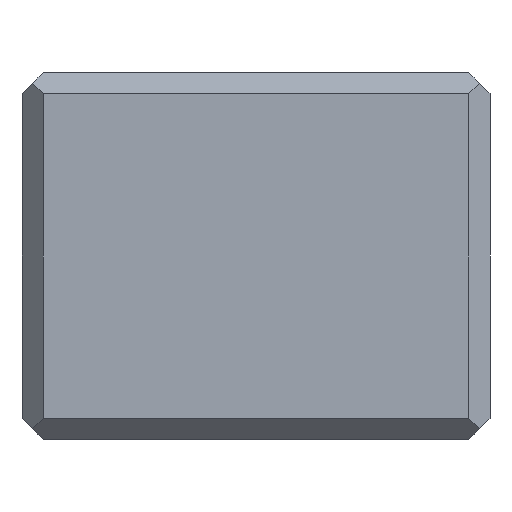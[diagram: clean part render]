
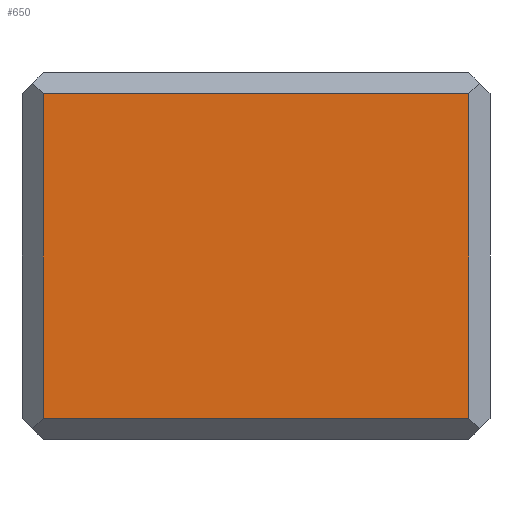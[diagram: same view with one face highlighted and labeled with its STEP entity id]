
A CAD part, front view. The second image highlights one B-rep face of the part: STEP entity #650.
In plain terms, the highlighted planar face has unit normal (0, -1, 0).
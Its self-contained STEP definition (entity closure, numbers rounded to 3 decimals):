
#79=LINE('',#1029,#156);
#89=LINE('',#1050,#166);
#96=LINE('',#1063,#173);
#98=LINE('',#1066,#175);
#156=VECTOR('',#841,10.);
#166=VECTOR('',#861,10.);
#173=VECTOR('',#874,10.);
#175=VECTOR('',#878,10.);
#209=FACE_OUTER_BOUND('',#245,.T.);
#245=EDGE_LOOP('',(#582,#583,#584,#585));
#309=VERTEX_POINT('',#1026);
#310=VERTEX_POINT('',#1028);
#315=VERTEX_POINT('',#1047);
#316=VERTEX_POINT('',#1049);
#389=EDGE_CURVE('',#309,#310,#79,.T.);
#399=EDGE_CURVE('',#315,#316,#89,.T.);
#406=EDGE_CURVE('',#316,#309,#96,.T.);
#408=EDGE_CURVE('',#310,#315,#98,.T.);
#582=ORIENTED_EDGE('',*,*,#408,.F.);
#583=ORIENTED_EDGE('',*,*,#389,.F.);
#584=ORIENTED_EDGE('',*,*,#406,.F.);
#585=ORIENTED_EDGE('',*,*,#399,.F.);
#616=PLANE('',#711);
#650=ADVANCED_FACE('',(#209),#616,.T.);
#711=AXIS2_PLACEMENT_3D('',#1069,#882,#883);
#841=DIRECTION('',(0.,0.,-1.));
#861=DIRECTION('',(0.,0.,1.));
#874=DIRECTION('',(1.,0.,0.));
#878=DIRECTION('',(-1.,0.,0.));
#882=DIRECTION('center_axis',(0.,-1.,0.));
#883=DIRECTION('ref_axis',(0.,0.,-1.));
#1026=CARTESIAN_POINT('',(-17.15,-78.,-5.9));
#1028=CARTESIAN_POINT('',(-17.15,-78.,-21.1));
#1029=CARTESIAN_POINT('',(-17.15,-78.,-17.8));
#1047=CARTESIAN_POINT('',(-37.1,-78.,-21.1));
#1049=CARTESIAN_POINT('',(-37.1,-78.,-5.9));
#1050=CARTESIAN_POINT('',(-37.1,-78.,-9.2));
#1063=CARTESIAN_POINT('',(-25.2,-78.,-5.9));
#1066=CARTESIAN_POINT('',(-33.8,-78.,-21.1));
#1069=CARTESIAN_POINT('Origin',(-29.5,-78.,-13.5));
